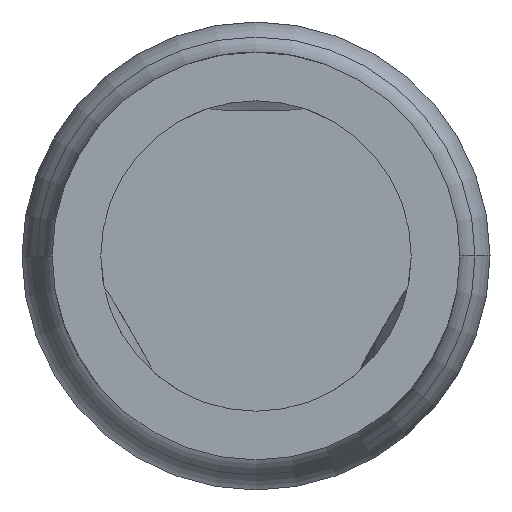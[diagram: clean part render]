
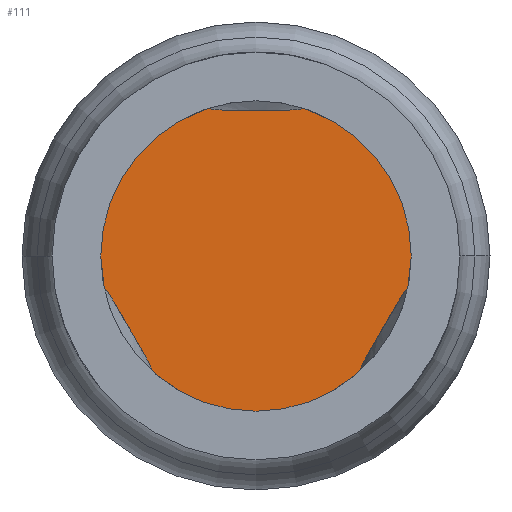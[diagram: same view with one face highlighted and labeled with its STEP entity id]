
A CAD part, front view. The second image highlights one B-rep face of the part: STEP entity #111.
In plain terms, the highlighted planar face has unit normal (0, -1, 0).
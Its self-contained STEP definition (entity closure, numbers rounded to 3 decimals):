
#111 = ADVANCED_FACE ( 'Defeature ausgef�hrt1_42', ( #4651 ), #1398, .F. ) ;
#176 = EDGE_LOOP ( 'NONE', ( #2989, #4150 ) ) ;
#262 = CARTESIAN_POINT ( 'NONE',  ( 0., -25.3, 0. ) ) ;
#284 = CARTESIAN_POINT ( 'NONE',  ( -0.338, -25.3, 0. ) ) ;
#327 = DIRECTION ( 'NONE',  ( 1., 0., 0. ) ) ;
#759 = DIRECTION ( 'NONE',  ( 0., 1., 0. ) ) ;
#1398 = PLANE ( 'NONE',  #4183 ) ;
#1455 = CARTESIAN_POINT ( 'NONE',  ( 0., -25.3, 0. ) ) ;
#1625 = DIRECTION ( 'NONE',  ( 0., 1., 0. ) ) ;
#1684 = CARTESIAN_POINT ( 'NONE',  ( 0.338, -25.3, 0. ) ) ;
#1805 = VERTEX_POINT ( 'NONE', #1684 ) ;
#2290 = AXIS2_PLACEMENT_3D ( 'NONE', #262, #759, #327 ) ;
#2294 = DIRECTION ( 'NONE',  ( 0., 1., 0. ) ) ;
#2720 = EDGE_CURVE ( 'Defeature ausgef�hrt1_0+Defeature ausgef�hrt1_42+Defeature ausgef�hrt1_42+Defeature ausgef�hrt1_42', #1805, #3886, #5494, .T. ) ;
#2794 = EDGE_CURVE ( 'Defeature ausgef�hrt1_0+Defeature ausgef�hrt1_42+Defeature ausgef�hrt1_42+Defeature ausgef�hrt1_42', #3886, #1805, #3526, .T. ) ;
#2989 = ORIENTED_EDGE ( 'NONE', *, *, #2794, .F. ) ;
#3175 = AXIS2_PLACEMENT_3D ( 'NONE', #3832, #1625, #4759 ) ;
#3526 = CIRCLE ( 'NONE', #3175, 0.338 ) ;
#3832 = CARTESIAN_POINT ( 'NONE',  ( 0., -25.3, 0. ) ) ;
#3886 = VERTEX_POINT ( 'NONE', #284 ) ;
#4150 = ORIENTED_EDGE ( 'NONE', *, *, #2720, .F. ) ;
#4183 = AXIS2_PLACEMENT_3D ( 'NONE', #1455, #2294, #5002 ) ;
#4651 = FACE_OUTER_BOUND ( 'NONE', #176, .T. ) ;
#4759 = DIRECTION ( 'NONE',  ( 1., 0., 0. ) ) ;
#5002 = DIRECTION ( 'NONE',  ( -1., 0., 0. ) ) ;
#5494 = CIRCLE ( 'NONE', #2290, 0.338 ) ;
